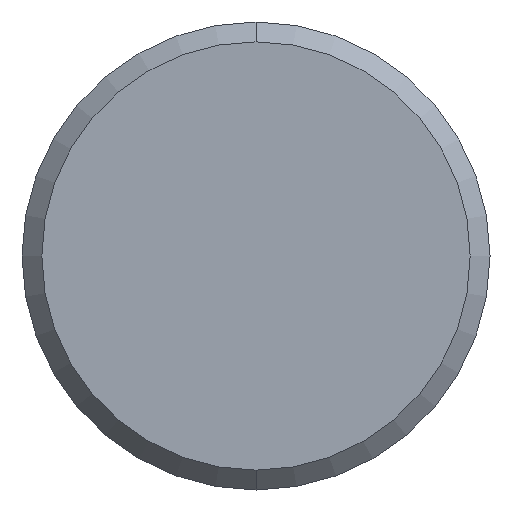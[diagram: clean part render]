
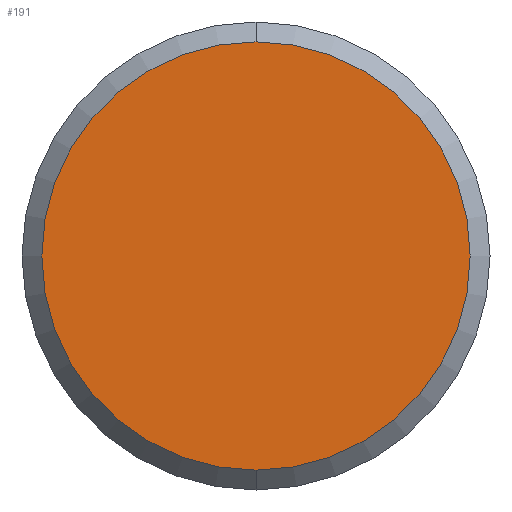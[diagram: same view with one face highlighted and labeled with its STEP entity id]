
A CAD part, front view. The second image highlights one B-rep face of the part: STEP entity #191.
In plain terms, the highlighted planar face has unit normal (0, -1, 0).
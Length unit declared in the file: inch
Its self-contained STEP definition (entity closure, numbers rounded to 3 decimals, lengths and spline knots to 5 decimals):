
#6 = CARTESIAN_POINT ( 'NONE',  ( 0., 0., 0. ) ) ;
#8 = DIRECTION ( 'NONE',  ( 0., 1., 0. ) ) ;
#16 = CARTESIAN_POINT ( 'NONE',  ( 0., 0., 0.21607 ) ) ;
#29 = CARTESIAN_POINT ( 'NONE',  ( 0., 0., 0. ) ) ;
#47 = ORIENTED_EDGE ( 'NONE', *, *, #246, .T. ) ;
#64 = VERTEX_POINT ( 'NONE', #181 ) ;
#97 = FACE_OUTER_BOUND ( 'NONE', #226, .T. ) ;
#103 = VERTEX_POINT ( 'NONE', #16 ) ;
#106 = DIRECTION ( 'NONE',  ( 0., 0., 1. ) ) ;
#113 = DIRECTION ( 'NONE',  ( 0., 0., 1. ) ) ;
#136 = AXIS2_PLACEMENT_3D ( 'NONE', #161, #207, #275 ) ;
#151 = AXIS2_PLACEMENT_3D ( 'NONE', #29, #192, #106 ) ;
#161 = CARTESIAN_POINT ( 'NONE',  ( 0., 0., 0. ) ) ;
#181 = CARTESIAN_POINT ( 'NONE',  ( 0., 0., -0.21607 ) ) ;
#182 = AXIS2_PLACEMENT_3D ( 'NONE', #6, #8, #113 ) ;
#191 = ADVANCED_FACE ( 'NONE', ( #97 ), #200, .F. ) ;
#192 = DIRECTION ( 'NONE',  ( 0., -1., 0. ) ) ;
#200 = PLANE ( 'NONE',  #182 ) ;
#207 = DIRECTION ( 'NONE',  ( 0., -1., 0. ) ) ;
#213 = CIRCLE ( 'NONE', #151, 0.21607 ) ;
#221 = CIRCLE ( 'NONE', #136, 0.21607 ) ;
#226 = EDGE_LOOP ( 'NONE', ( #47, #255 ) ) ;
#246 = EDGE_CURVE ( 'NONE', #103, #64, #213, .T. ) ;
#249 = EDGE_CURVE ( 'NONE', #64, #103, #221, .T. ) ;
#255 = ORIENTED_EDGE ( 'NONE', *, *, #249, .T. ) ;
#275 = DIRECTION ( 'NONE',  ( 0., 0., 1. ) ) ;
